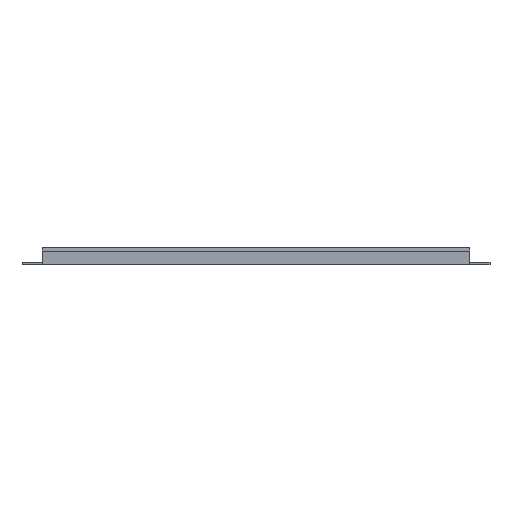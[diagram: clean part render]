
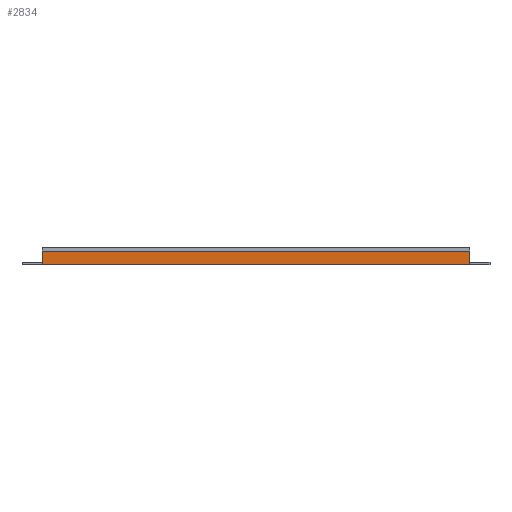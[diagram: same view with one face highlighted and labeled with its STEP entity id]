
A CAD part, front view. The second image highlights one B-rep face of the part: STEP entity #2834.
In plain terms, the highlighted planar face has unit normal (0, -1, 0).
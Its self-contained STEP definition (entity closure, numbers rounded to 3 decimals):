
#280 = PLANE('',#281);
#281 = AXIS2_PLACEMENT_3D('',#282,#283,#284);
#282 = CARTESIAN_POINT('',(283.73,4.589,16.545));
#283 = DIRECTION('',(1.,0.,0.));
#284 = DIRECTION('',(0.,1.,0.));
#1634 = VERTEX_POINT('',#1635);
#1635 = CARTESIAN_POINT('',(283.73,-0.621,19.463));
#1649 = PLANE('',#1650);
#1650 = AXIS2_PLACEMENT_3D('',#1651,#1652,#1653);
#1651 = CARTESIAN_POINT('',(12.9,5.384,21.95));
#1652 = DIRECTION('',(0.,0.383,-0.924));
#1653 = DIRECTION('',(0.,-0.924,-0.383));
#1661 = EDGE_CURVE('',#1634,#1662,#1664,.T.);
#1662 = VERTEX_POINT('',#1663);
#1663 = CARTESIAN_POINT('',(283.73,-0.621,10.75));
#1664 = SURFACE_CURVE('',#1665,(#1669,#1676),.PCURVE_S1.);
#1665 = LINE('',#1666,#1667);
#1666 = CARTESIAN_POINT('',(283.73,-0.621,19.463));
#1667 = VECTOR('',#1668,1.);
#1668 = DIRECTION('',(0.,0.,-1.));
#1669 = PCURVE('',#280,#1670);
#1670 = DEFINITIONAL_REPRESENTATION('',(#1671),#1675);
#1671 = LINE('',#1672,#1673);
#1672 = CARTESIAN_POINT('',(-5.21,2.917));
#1673 = VECTOR('',#1674,1.);
#1674 = DIRECTION('',(0.,-1.));
#1675 = ( GEOMETRIC_REPRESENTATION_CONTEXT(2) 
PARAMETRIC_REPRESENTATION_CONTEXT() REPRESENTATION_CONTEXT('2D SPACE',''
  ) );
#1676 = PCURVE('',#1677,#1682);
#1677 = PLANE('',#1678);
#1678 = AXIS2_PLACEMENT_3D('',#1679,#1680,#1681);
#1679 = CARTESIAN_POINT('',(12.9,-0.621,19.463));
#1680 = DIRECTION('',(0.,1.,0.));
#1681 = DIRECTION('',(0.,0.,-1.));
#1682 = DEFINITIONAL_REPRESENTATION('',(#1683),#1687);
#1683 = LINE('',#1684,#1685);
#1684 = CARTESIAN_POINT('',(0.,-270.83));
#1685 = VECTOR('',#1686,1.);
#1686 = DIRECTION('',(1.,0.));
#1687 = ( GEOMETRIC_REPRESENTATION_CONTEXT(2) 
PARAMETRIC_REPRESENTATION_CONTEXT() REPRESENTATION_CONTEXT('2D SPACE',''
  ) );
#1705 = PLANE('',#1706);
#1706 = AXIS2_PLACEMENT_3D('',#1707,#1708,#1709);
#1707 = CARTESIAN_POINT('',(12.9,-0.621,10.75));
#1708 = DIRECTION('',(0.,0.,1.));
#1709 = DIRECTION('',(0.,1.,0.));
#1837 = PLANE('',#1838);
#1838 = AXIS2_PLACEMENT_3D('',#1839,#1840,#1841);
#1839 = CARTESIAN_POINT('',(12.9,4.589,16.545));
#1840 = DIRECTION('',(1.,0.,0.));
#1841 = DIRECTION('',(0.,1.,0.));
#2791 = EDGE_CURVE('',#2792,#1634,#2794,.T.);
#2792 = VERTEX_POINT('',#2793);
#2793 = CARTESIAN_POINT('',(12.9,-0.621,19.463));
#2794 = SURFACE_CURVE('',#2795,(#2799,#2806),.PCURVE_S1.);
#2795 = LINE('',#2796,#2797);
#2796 = CARTESIAN_POINT('',(12.9,-0.621,19.463));
#2797 = VECTOR('',#2798,1.);
#2798 = DIRECTION('',(1.,0.,0.));
#2799 = PCURVE('',#1649,#2800);
#2800 = DEFINITIONAL_REPRESENTATION('',(#2801),#2805);
#2801 = LINE('',#2802,#2803);
#2802 = CARTESIAN_POINT('',(6.5,0.));
#2803 = VECTOR('',#2804,1.);
#2804 = DIRECTION('',(0.,-1.));
#2805 = ( GEOMETRIC_REPRESENTATION_CONTEXT(2) 
PARAMETRIC_REPRESENTATION_CONTEXT() REPRESENTATION_CONTEXT('2D SPACE',''
  ) );
#2806 = PCURVE('',#1677,#2807);
#2807 = DEFINITIONAL_REPRESENTATION('',(#2808),#2812);
#2808 = LINE('',#2809,#2810);
#2809 = CARTESIAN_POINT('',(0.,0.));
#2810 = VECTOR('',#2811,1.);
#2811 = DIRECTION('',(0.,-1.));
#2812 = ( GEOMETRIC_REPRESENTATION_CONTEXT(2) 
PARAMETRIC_REPRESENTATION_CONTEXT() REPRESENTATION_CONTEXT('2D SPACE',''
  ) );
#2834 = ADVANCED_FACE('',(#2835),#1677,.F.);
#2835 = FACE_BOUND('',#2836,.F.);
#2836 = EDGE_LOOP('',(#2837,#2838,#2839,#2862));
#2837 = ORIENTED_EDGE('',*,*,#2791,.T.);
#2838 = ORIENTED_EDGE('',*,*,#1661,.T.);
#2839 = ORIENTED_EDGE('',*,*,#2840,.F.);
#2840 = EDGE_CURVE('',#2841,#1662,#2843,.T.);
#2841 = VERTEX_POINT('',#2842);
#2842 = CARTESIAN_POINT('',(12.9,-0.621,10.75));
#2843 = SURFACE_CURVE('',#2844,(#2848,#2855),.PCURVE_S1.);
#2844 = LINE('',#2845,#2846);
#2845 = CARTESIAN_POINT('',(12.9,-0.621,10.75));
#2846 = VECTOR('',#2847,1.);
#2847 = DIRECTION('',(1.,0.,0.));
#2848 = PCURVE('',#1677,#2849);
#2849 = DEFINITIONAL_REPRESENTATION('',(#2850),#2854);
#2850 = LINE('',#2851,#2852);
#2851 = CARTESIAN_POINT('',(8.713,0.));
#2852 = VECTOR('',#2853,1.);
#2853 = DIRECTION('',(0.,-1.));
#2854 = ( GEOMETRIC_REPRESENTATION_CONTEXT(2) 
PARAMETRIC_REPRESENTATION_CONTEXT() REPRESENTATION_CONTEXT('2D SPACE',''
  ) );
#2855 = PCURVE('',#1705,#2856);
#2856 = DEFINITIONAL_REPRESENTATION('',(#2857),#2861);
#2857 = LINE('',#2858,#2859);
#2858 = CARTESIAN_POINT('',(0.,0.));
#2859 = VECTOR('',#2860,1.);
#2860 = DIRECTION('',(0.,-1.));
#2861 = ( GEOMETRIC_REPRESENTATION_CONTEXT(2) 
PARAMETRIC_REPRESENTATION_CONTEXT() REPRESENTATION_CONTEXT('2D SPACE',''
  ) );
#2862 = ORIENTED_EDGE('',*,*,#2863,.F.);
#2863 = EDGE_CURVE('',#2792,#2841,#2864,.T.);
#2864 = SURFACE_CURVE('',#2865,(#2869,#2876),.PCURVE_S1.);
#2865 = LINE('',#2866,#2867);
#2866 = CARTESIAN_POINT('',(12.9,-0.621,19.463));
#2867 = VECTOR('',#2868,1.);
#2868 = DIRECTION('',(0.,0.,-1.));
#2869 = PCURVE('',#1677,#2870);
#2870 = DEFINITIONAL_REPRESENTATION('',(#2871),#2875);
#2871 = LINE('',#2872,#2873);
#2872 = CARTESIAN_POINT('',(0.,0.));
#2873 = VECTOR('',#2874,1.);
#2874 = DIRECTION('',(1.,0.));
#2875 = ( GEOMETRIC_REPRESENTATION_CONTEXT(2) 
PARAMETRIC_REPRESENTATION_CONTEXT() REPRESENTATION_CONTEXT('2D SPACE',''
  ) );
#2876 = PCURVE('',#1837,#2877);
#2877 = DEFINITIONAL_REPRESENTATION('',(#2878),#2882);
#2878 = LINE('',#2879,#2880);
#2879 = CARTESIAN_POINT('',(-5.21,2.917));
#2880 = VECTOR('',#2881,1.);
#2881 = DIRECTION('',(0.,-1.));
#2882 = ( GEOMETRIC_REPRESENTATION_CONTEXT(2) 
PARAMETRIC_REPRESENTATION_CONTEXT() REPRESENTATION_CONTEXT('2D SPACE',''
  ) );
